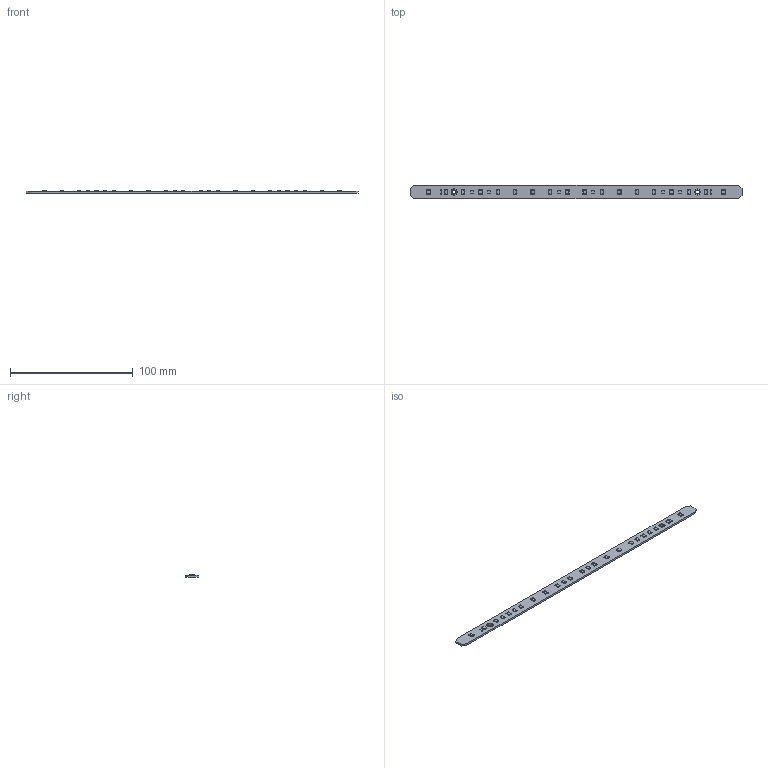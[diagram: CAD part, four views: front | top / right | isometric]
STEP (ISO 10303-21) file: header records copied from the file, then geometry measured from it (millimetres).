
FILE_DESCRIPTION(('KiCad electronic assembly'),'2;1');
FILE_NAME('Daylight.step','2022-02-14T18:29:21',('Pcbnew'),('Kicad'), 'Open CASCADE STEP processor 7.5','KiCad to STEP converter','Unknown' );
FILE_SCHEMA(('AUTOMOTIVE_DESIGN { 1 0 10303 214 1 1 1 1 }'));
Length unit declared in the file: millimetre
Products named in the file (6): Daylight 1; R_1210_3225Metric; SOLID; LED_2835; COMPOUND; Daylight PCB
Assembly tree (27 placements, depth 3):
  Daylight 1
    R_1210_3225Metric  x6
      SOLID
    LED_2835  x18
      COMPOUND
    Daylight PCB
Bounding box: 270 x 11 x 2.35 mm (x, y, z)
Volume: 4827.6 mm3; surface area: 8012.9 mm2
Topology: 79 solids, 79 shells, 1934 faces, 5214 edges, 3420 vertices
Faces by surface type: bspline 1902, cylinder 22, plane 10
Full cylindrical faces by diameter (mm): 0.5 x16, 1 x4, 3.2 x2
Entity records: 10533 total; most frequent: CARTESIAN_POINT 3662, B_SPLINE_CURVE_WITH_KNOTS 894, ORIENTED_EDGE 840, PCURVE 840, DEFINITIONAL_REPRESENTATION 840, EDGE_CURVE 420, SURFACE_CURVE 398, DIRECTION 390
